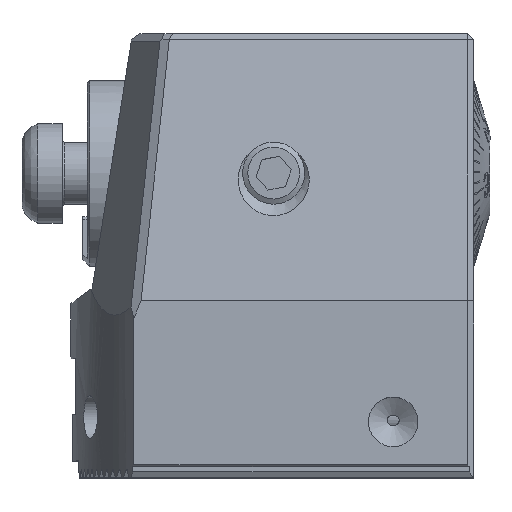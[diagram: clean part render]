
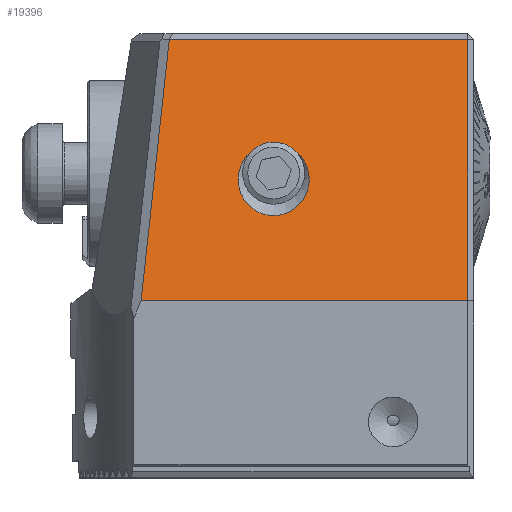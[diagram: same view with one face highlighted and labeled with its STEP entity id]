
A CAD part, top view. The second image highlights one B-rep face of the part: STEP entity #19396.
In plain terms, the highlighted planar face has unit normal (0, 0.174, 0.985).
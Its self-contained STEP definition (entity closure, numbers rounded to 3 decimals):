
#160 = DIRECTION ( 'NONE',  ( 0., 0.174, 0.985 ) ) ;
#598 = DIRECTION ( 'NONE',  ( 0., -0.985, 0.174 ) ) ;
#682 = CARTESIAN_POINT ( 'NONE',  ( 53.7, -21.629, 30.541 ) ) ;
#3004 = FACE_BOUND ( 'NONE', #4763, .T. ) ;
#3504 = VECTOR ( 'NONE', #8891, 1000. ) ;
#3658 = ORIENTED_EDGE ( 'NONE', *, *, #21872, .T. ) ;
#4639 = CARTESIAN_POINT ( 'NONE',  ( 42.25, -21.629, 30.541 ) ) ;
#4763 = EDGE_LOOP ( 'NONE', ( #12645 ) ) ;
#5820 = EDGE_LOOP ( 'NONE', ( #26151, #23603, #21365, #3658 ) ) ;
#6728 =( BOUNDED_CURVE ( )  B_SPLINE_CURVE ( 3, ( #15237, #14969, #682, #4639, #7023, #23310, #25443 ),
 .UNSPECIFIED., .T., .T. ) 
 B_SPLINE_CURVE_WITH_KNOTS ( ( 4, 3, 4 ),
 ( 0., 3.142, 6.283 ),
 .UNSPECIFIED. ) 
 CURVE ( )  GEOMETRIC_REPRESENTATION_ITEM ( )  RATIONAL_B_SPLINE_CURVE ( ( 1., 0.333, 0.333, 1., 0.333, 0.333, 1. ) ) 
 REPRESENTATION_ITEM ( '' )  );
#7023 = CARTESIAN_POINT ( 'NONE',  ( 30.8, -21.629, 30.541 ) ) ;
#7715 = CARTESIAN_POINT ( 'NONE',  ( 73.5, -46.92, 35. ) ) ;
#7953 = CARTESIAN_POINT ( 'NONE',  ( -0.001, -4.905, 27.592 ) ) ;
#8891 = DIRECTION ( 'NONE',  ( -0.106, -0.979, 0.173 ) ) ;
#10233 = DIRECTION ( 'NONE',  ( -1., 0., 0. ) ) ;
#11452 = VERTEX_POINT ( 'NONE', #15854 ) ;
#11506 = CARTESIAN_POINT ( 'NONE',  ( -0.001, -46.92, 35. ) ) ;
#11792 = VERTEX_POINT ( 'NONE', #23421 ) ;
#12645 = ORIENTED_EDGE ( 'NONE', *, *, #17553, .F. ) ;
#12970 = VECTOR ( 'NONE', #16026, 1000. ) ;
#14969 = CARTESIAN_POINT ( 'NONE',  ( 53.7, -33.262, 32.592 ) ) ;
#15081 = LINE ( 'NONE', #11506, #21006 ) ;
#15237 = CARTESIAN_POINT ( 'NONE',  ( 42.25, -33.262, 32.592 ) ) ;
#15401 = VERTEX_POINT ( 'NONE', #25884 ) ;
#15854 = CARTESIAN_POINT ( 'NONE',  ( 73.5, -46.92, 35. ) ) ;
#16026 = DIRECTION ( 'NONE',  ( 0., 0.985, -0.174 ) ) ;
#16720 = FACE_OUTER_BOUND ( 'NONE', #5820, .T. ) ;
#17273 = EDGE_CURVE ( 'NONE', #26789, #11792, #24090, .T. ) ;
#17553 = EDGE_CURVE ( 'NONE', #15401, #15401, #6728, .T. ) ;
#18037 = VERTEX_POINT ( 'NONE', #25317 ) ;
#19396 = ADVANCED_FACE ( 'NONE', ( #16720, #3004 ), #20395, .T. ) ;
#19580 = EDGE_CURVE ( 'NONE', #18037, #11452, #15081, .T. ) ;
#19771 = AXIS2_PLACEMENT_3D ( 'NONE', #24715, #160, #598 ) ;
#20395 = PLANE ( 'NONE',  #19771 ) ;
#21006 = VECTOR ( 'NONE', #23876, 1000. ) ;
#21365 = ORIENTED_EDGE ( 'NONE', *, *, #17273, .T. ) ;
#21872 = EDGE_CURVE ( 'NONE', #11792, #18037, #26491, .T. ) ;
#23310 = CARTESIAN_POINT ( 'NONE',  ( 30.8, -33.262, 32.592 ) ) ;
#23421 = CARTESIAN_POINT ( 'NONE',  ( 25.431, -4.905, 27.592 ) ) ;
#23535 = CARTESIAN_POINT ( 'NONE',  ( 20.879, -47.027, 35.019 ) ) ;
#23603 = ORIENTED_EDGE ( 'NONE', *, *, #26123, .T. ) ;
#23876 = DIRECTION ( 'NONE',  ( 1., 0., 0. ) ) ;
#24090 = LINE ( 'NONE', #7953, #26096 ) ;
#24715 = CARTESIAN_POINT ( 'NONE',  ( -0.001, -46.92, 35. ) ) ;
#25317 = CARTESIAN_POINT ( 'NONE',  ( 20.891, -46.92, 35. ) ) ;
#25443 = CARTESIAN_POINT ( 'NONE',  ( 42.25, -33.262, 32.592 ) ) ;
#25467 = LINE ( 'NONE', #7715, #12970 ) ;
#25884 = CARTESIAN_POINT ( 'NONE',  ( 42.25, -33.262, 32.592 ) ) ;
#26096 = VECTOR ( 'NONE', #10233, 1000. ) ;
#26123 = EDGE_CURVE ( 'NONE', #11452, #26789, #25467, .T. ) ;
#26151 = ORIENTED_EDGE ( 'NONE', *, *, #19580, .T. ) ;
#26491 = LINE ( 'NONE', #23535, #3504 ) ;
#26789 = VERTEX_POINT ( 'NONE', #27062 ) ;
#27062 = CARTESIAN_POINT ( 'NONE',  ( 73.5, -4.905, 27.592 ) ) ;
